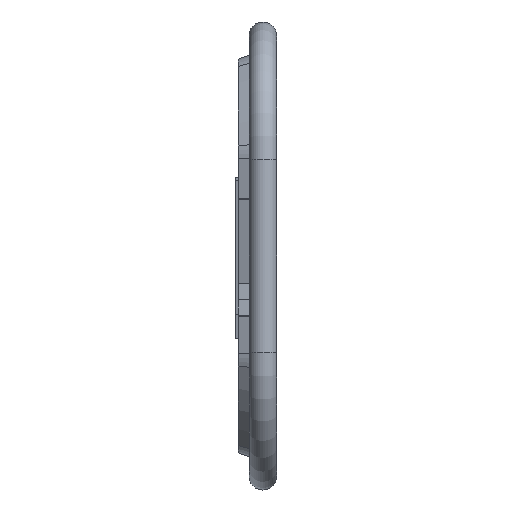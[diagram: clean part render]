
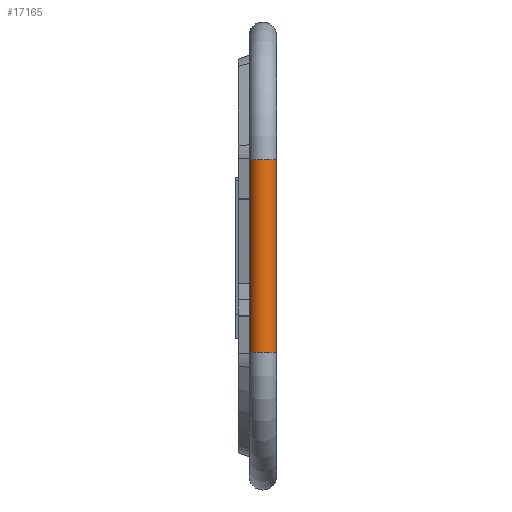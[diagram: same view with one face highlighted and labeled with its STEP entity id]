
A CAD part, left-side view. The second image highlights one B-rep face of the part: STEP entity #17165.
In plain terms, the highlighted cylindrical face has radius 0.5 mm (diameter 1 mm), a partial arc.
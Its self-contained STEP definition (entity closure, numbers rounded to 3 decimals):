
#484=CYLINDRICAL_SURFACE('',#18300,0.5);
#1643=FACE_OUTER_BOUND('',#2607,.T.);
#2607=EDGE_LOOP('',(#11793,#11794,#11795,#11796));
#3564=LINE('',#22247,#4962);
#3644=LINE('',#23946,#5042);
#4962=VECTOR('',#19022,10.);
#5042=VECTOR('',#19500,10.);
#6526=CIRCLE('',#18298,0.5);
#6528=CIRCLE('',#18301,0.5);
#6763=VERTEX_POINT('',#22244);
#6764=VERTEX_POINT('',#22246);
#7141=VERTEX_POINT('',#23940);
#7142=VERTEX_POINT('',#23944);
#8595=EDGE_CURVE('',#6764,#6763,#3564,.T.);
#9003=EDGE_CURVE('',#7141,#6763,#6526,.T.);
#9005=EDGE_CURVE('',#7142,#6764,#6528,.T.);
#9006=EDGE_CURVE('',#7141,#7142,#3644,.T.);
#11793=ORIENTED_EDGE('',*,*,#9005,.T.);
#11794=ORIENTED_EDGE('',*,*,#8595,.T.);
#11795=ORIENTED_EDGE('',*,*,#9003,.F.);
#11796=ORIENTED_EDGE('',*,*,#9006,.T.);
#17165=ADVANCED_FACE('',(#1643),#484,.T.);
#18298=AXIS2_PLACEMENT_3D('',#23941,#19492,#19493);
#18300=AXIS2_PLACEMENT_3D('',#23943,#19496,#19497);
#18301=AXIS2_PLACEMENT_3D('',#23945,#19498,#19499);
#19022=DIRECTION('',(0.,0.,1.));
#19492=DIRECTION('center_axis',(0.,0.,1.));
#19493=DIRECTION('ref_axis',(-1.,0.,0.));
#19496=DIRECTION('center_axis',(0.,0.,1.));
#19497=DIRECTION('ref_axis',(-0.707,0.707,0.));
#19498=DIRECTION('center_axis',(0.,0.,1.));
#19499=DIRECTION('ref_axis',(-1.,0.,0.));
#19500=DIRECTION('',(0.,0.,-1.));
#22244=CARTESIAN_POINT('',(-89.5,0.,3.5));
#22246=CARTESIAN_POINT('',(-89.5,0.,-3.5));
#22247=CARTESIAN_POINT('',(-89.5,0.,-4.25));
#23940=CARTESIAN_POINT('',(-89.5,1.,3.5));
#23941=CARTESIAN_POINT('Origin',(-89.5,0.5,3.5));
#23943=CARTESIAN_POINT('Origin',(-89.5,0.5,-4.25));
#23944=CARTESIAN_POINT('',(-89.5,1.,-3.5));
#23945=CARTESIAN_POINT('Origin',(-89.5,0.5,-3.5));
#23946=CARTESIAN_POINT('',(-89.5,1.,-4.25));
